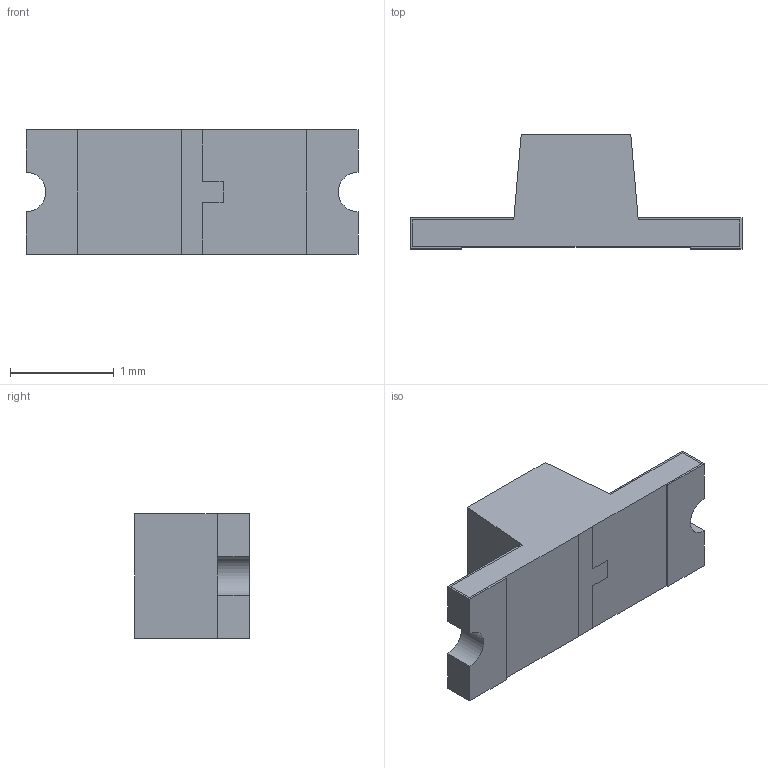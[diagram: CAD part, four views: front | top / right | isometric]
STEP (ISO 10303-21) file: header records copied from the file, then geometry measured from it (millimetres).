
FILE_DESCRIPTION (( 'STEP AP214' ), '1' );
FILE_NAME ('IN-S124ARUW.STEP', '2019-12-31T08:29:20', ( '' ), ( '' ), 'SwSTEP 2.0', 'SolidWorks 2017', '' );
FILE_SCHEMA (( 'AUTOMOTIVE_DESIGN' ));
Length unit declared in the file: millimetre
Products named in the file (1): IN-S124ARUW
Bounding box: 3.2 x 1.1 x 1.2 mm (x, y, z)
Volume: 2.1 mm3; surface area: 24.3 mm2
Topology: 7 solids, 7 shells, 83 faces, 204 edges, 136 vertices
Faces by surface type: plane 73, cylinder 10
Entity records: 2506 total; most frequent: CARTESIAN_POINT 424, ORIENTED_EDGE 408, DIRECTION 392, EDGE_CURVE 204, VECTOR 184, LINE 184, VERTEX_POINT 136, AXIS2_PLACEMENT_3D 104
